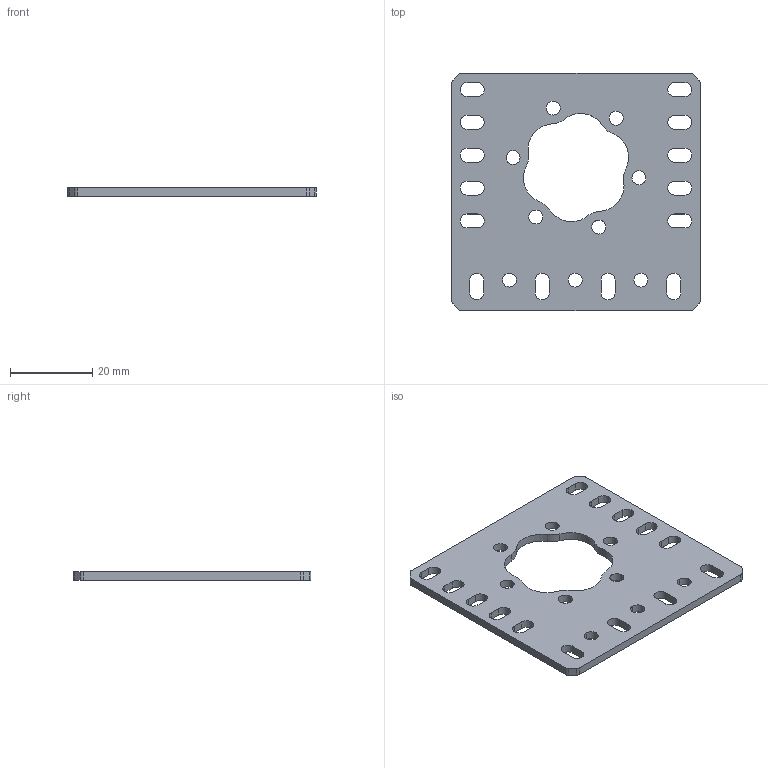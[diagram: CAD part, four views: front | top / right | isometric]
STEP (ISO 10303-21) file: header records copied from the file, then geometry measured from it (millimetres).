
FILE_DESCRIPTION (( 'STEP AP214' ), '1' );
FILE_NAME ('REV Robotics-REV-41-1486.STEP', '2020-11-08T21:15:48', ( '' ), ( '' ), 'SwSTEP 2.0', 'SolidWorks 2020', '' );
FILE_SCHEMA (( 'AUTOMOTIVE_DESIGN' ));
Length unit declared in the file: millimetre
Products named in the file (1): REV Robotics-REV-41-1486
Bounding box: 60.4 x 57.89 x 2 mm (x, y, z)
Volume: 5302 mm3; surface area: 6570.1 mm2
Topology: 1 solids, 1 shells, 121 faces, 357 edges, 238 vertices
Faces by surface type: cylinder 83, plane 38
Entity records: 4247 total; most frequent: DIRECTION 767, CARTESIAN_POINT 717, ORIENTED_EDGE 714, EDGE_CURVE 357, AXIS2_PLACEMENT_3D 288, VERTEX_POINT 238, VECTOR 191, LINE 191
